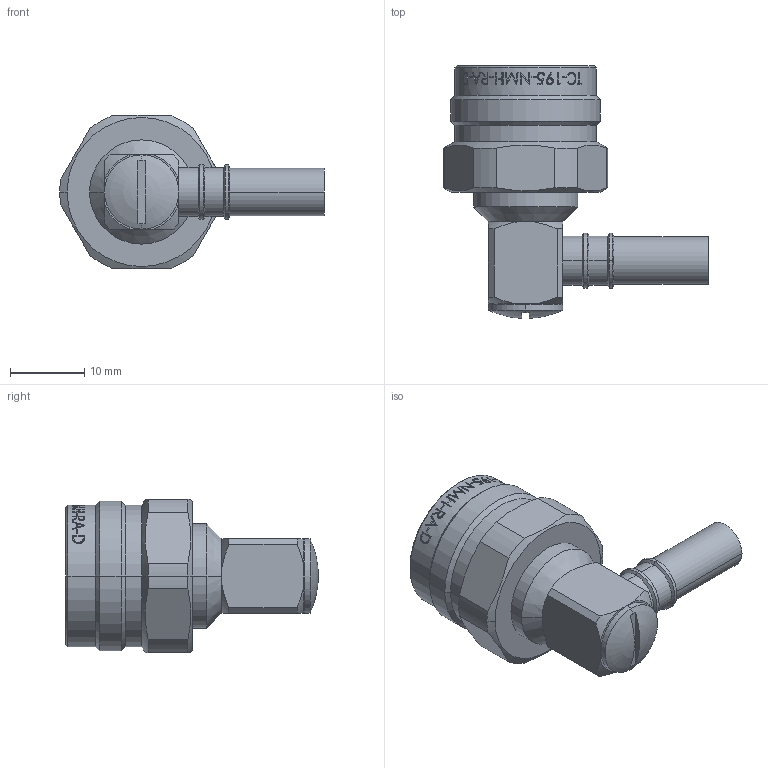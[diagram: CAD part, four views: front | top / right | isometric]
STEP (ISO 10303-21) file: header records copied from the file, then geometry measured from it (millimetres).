
FILE_DESCRIPTION (( 'STEP AP214' ), '1' );
FILE_NAME ('TC-195-NMH-RA-D_3D.STEP', '2021-08-13T12:12:32', ( '' ), ( '' ), 'SwSTEP 2.0', 'SolidWorks 2021', '' );
FILE_SCHEMA (( 'AUTOMOTIVE_DESIGN' ));
Length unit declared in the file: inch
Products named in the file (4): TC-195-NMH-RA-D_ferrule; TC-195-NMH-RA-D_body; TC-195-NMH-RA-D_3D; TC-195-NMH-RA-D_cap
Assembly tree (3 placements, depth 2):
  TC-195-NMH-RA-D_3D
    TC-195-NMH-RA-D_body
    TC-195-NMH-RA-D_cap
    TC-195-NMH-RA-D_ferrule
Bounding box: 35.55 x 33.95 x 20.57 mm (x, y, z)
Volume: 5637.6 mm3; surface area: 4849.4 mm2
Topology: 4 solids, 4 shells, 363 faces, 861 edges, 532 vertices
Faces by surface type: plane 118, cone 100, cylinder 68, bspline 65, torus 12
Entity records: 14436 total; most frequent: CARTESIAN_POINT 6341, ORIENTED_EDGE 1714, DIRECTION 1526, EDGE_CURVE 857, AXIS2_PLACEMENT_3D 618, VERTEX_POINT 532, EDGE_LOOP 397, FACE_OUTER_BOUND 363
